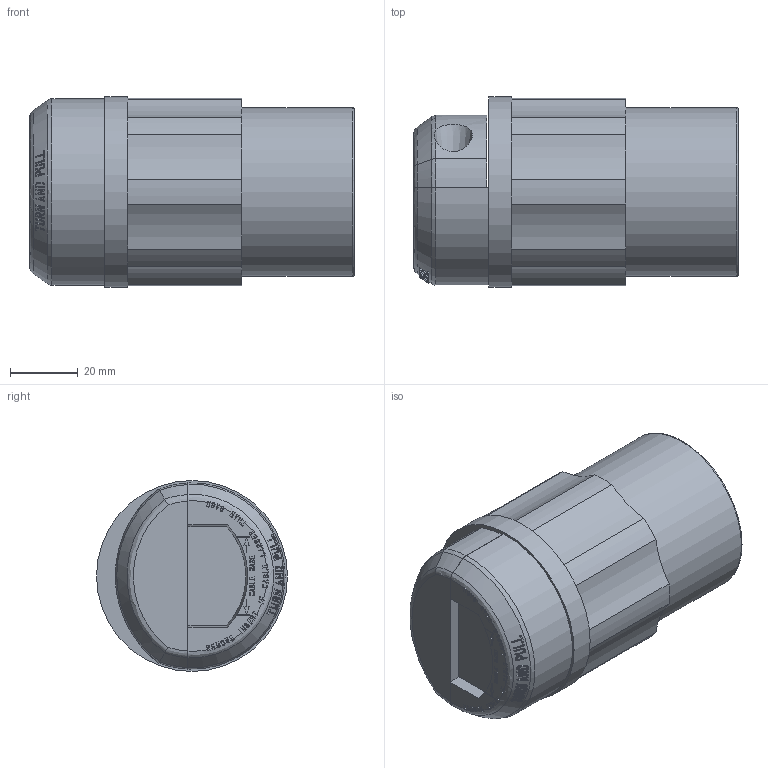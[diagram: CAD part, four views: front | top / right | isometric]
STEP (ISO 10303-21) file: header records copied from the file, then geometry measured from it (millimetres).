
FILE_DESCRIPTION (( 'STEP AP214' ), '1' );
FILE_NAME ('CATSTD-02733-000-M01.STEP', '2019-10-01T13:35:07', ( '' ), ( '' ), 'SwSTEP 2.0', 'SolidWorks 2017', '' );
FILE_SCHEMA (( 'AUTOMOTIVE_DESIGN' ));
Length unit declared in the file: inch
Products named in the file (2): CATSTD-02733-000-M01
Bounding box: 96.06 x 56.52 x 56.52 mm (x, y, z)
Volume: 197530.7 mm3; surface area: 27305.3 mm2
Topology: 1 solids, 1 shells, 940 faces, 2589 edges, 1726 vertices
Faces by surface type: plane 758, cylinder 123, cone 34, bspline 25
Full cylindrical faces by diameter (mm): 5.74 x1, 5.791 x1, 6.35 x2, 46.025 x1, 49.987 x1, 56.515 x1
Entity records: 36654 total; most frequent: CARTESIAN_POINT 8771, ORIENTED_EDGE 5142, DIRECTION 4210, EDGE_CURVE 2571, LINE 1790, VECTOR 1790, VERTEX_POINT 1720, AXIS2_PLACEMENT_3D 1210
